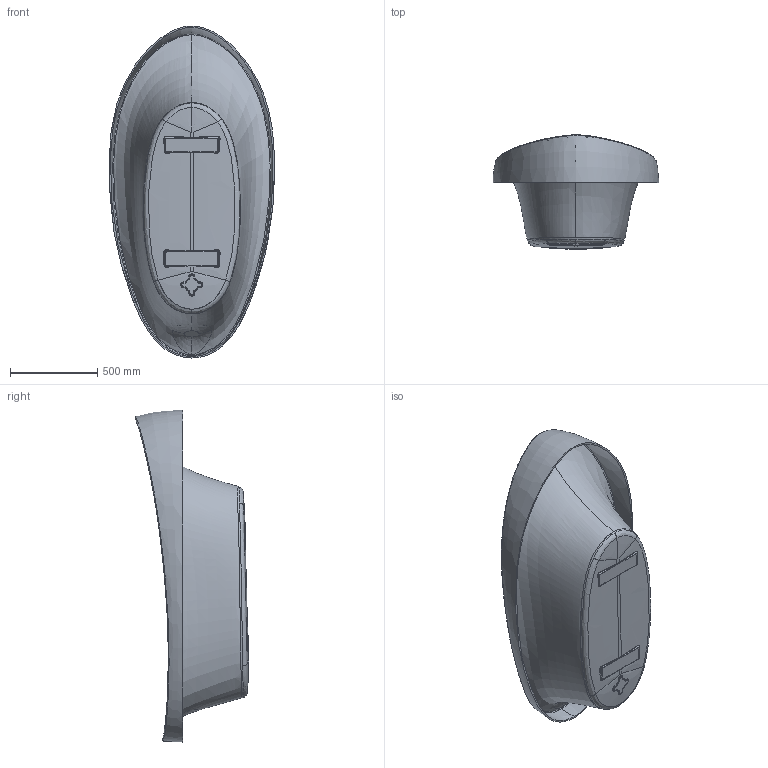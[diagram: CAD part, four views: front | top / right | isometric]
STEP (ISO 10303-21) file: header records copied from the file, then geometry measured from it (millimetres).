
FILE_DESCRIPTION((''),'2;1');
FILE_NAME('UBQ194AVE7V_AVEO','2022-07-06T14:13:15',('hegemanc'),('Villeroy & Boch Wellness bv'),'CREO PARAMETRIC BY PTC INC, 2020454','CREO PARAMETRIC BY PTC INC, 2020454','');
FILE_SCHEMA(('CONFIG_CONTROL_DESIGN'));
Length unit declared in the file: millimetre
Products named in the file (1): UBQ194AVE7V_AVEO
Bounding box: 947.51 x 651.83 x 1900 mm (x, y, z)
Surface area: 6025345.4 mm2 (no closed solid volume)
Topology: 0 solids, 4 shells, 209 faces, 503 edges, 293 vertices
Faces by surface type: bspline 101, plane 28, cone 28, cylinder 24, torus 21, sphere 7
Entity records: 27572 total; most frequent: CARTESIAN_POINT 23678, ORIENTED_EDGE 962, DIRECTION 512, EDGE_CURVE 503, B_SPLINE_CURVE_WITH_KNOTS 308, VERTEX_POINT 293, EDGE_LOOP 211, AXIS2_PLACEMENT_3D 209
